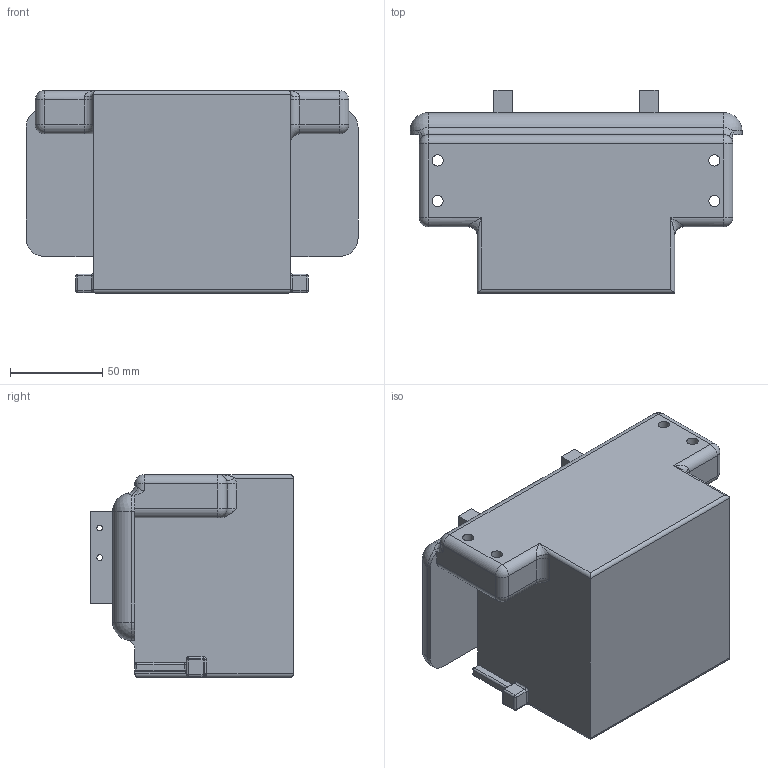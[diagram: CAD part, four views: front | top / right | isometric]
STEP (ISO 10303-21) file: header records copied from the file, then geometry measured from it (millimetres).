
FILE_DESCRIPTION(/* description */ (''),/* implementation_level */ '2;1');
FILE_NAME(/* name */ 'uMule-battery_case-x1.stp',/* time_stamp */ '2024-10-29T19:18:12+01:00',/* author */ ('owozn'),/* organization */ (''),/* preprocessor_version */ 'ST-DEVELOPER v20',/* originating_system */ 'Autodesk Inventor 2024',/* authorisation */ '');
FILE_SCHEMA (('AUTOMOTIVE_DESIGN { 1 0 10303 214 3 1 1 }'));
Length unit declared in the file: millimetre
Products named in the file (1): uMule-battery_case
Bounding box: 180 x 110 x 110 mm (x, y, z)
Volume: 641981.5 mm3; surface area: 118860.4 mm2
Topology: 1 solids, 1 shells, 182 faces, 434 edges, 262 vertices
Faces by surface type: cylinder 81, plane 57, sphere 22, torus 14, bspline 8
Full cylindrical faces by diameter (mm): 3.1 x4, 6.1 x4
Entity records: 5628 total; most frequent: CARTESIAN_POINT 1358, DIRECTION 917, ORIENTED_EDGE 848, EDGE_CURVE 424, AXIS2_PLACEMENT_3D 347, VERTEX_POINT 245, LINE 223, VECTOR 223
